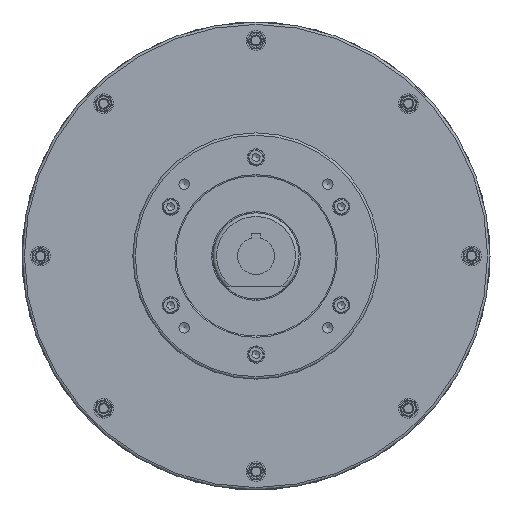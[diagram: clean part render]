
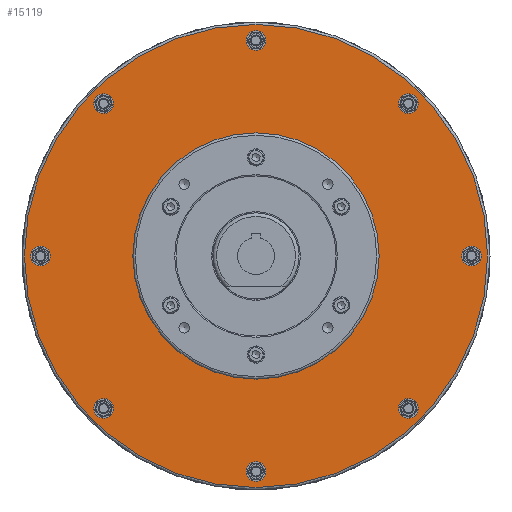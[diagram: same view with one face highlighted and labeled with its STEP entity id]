
A CAD part, left-side view. The second image highlights one B-rep face of the part: STEP entity #15119.
In plain terms, the highlighted planar face has unit normal (-1, 0, 0).
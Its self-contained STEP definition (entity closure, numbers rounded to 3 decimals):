
#2834=FACE_BOUND('',#5249,.T.);
#2835=FACE_BOUND('',#5250,.T.);
#2836=FACE_BOUND('',#5251,.T.);
#2837=FACE_BOUND('',#5252,.T.);
#2838=FACE_BOUND('',#5253,.T.);
#2839=FACE_BOUND('',#5254,.T.);
#2840=FACE_BOUND('',#5255,.T.);
#2841=FACE_BOUND('',#5256,.T.);
#2842=FACE_BOUND('',#5257,.T.);
#3775=FACE_OUTER_BOUND('',#5248,.T.);
#5248=EDGE_LOOP('',(#11983));
#5249=EDGE_LOOP('',(#11984));
#5250=EDGE_LOOP('',(#11985));
#5251=EDGE_LOOP('',(#11986));
#5252=EDGE_LOOP('',(#11987));
#5253=EDGE_LOOP('',(#11988));
#5254=EDGE_LOOP('',(#11989));
#5255=EDGE_LOOP('',(#11990));
#5256=EDGE_LOOP('',(#11991));
#5257=EDGE_LOOP('',(#11992));
#6096=CIRCLE('',#16381,8.);
#6113=CIRCLE('',#16423,8.);
#6119=CIRCLE('',#16433,8.);
#6136=CIRCLE('',#16475,8.);
#6142=CIRCLE('',#16485,8.);
#6159=CIRCLE('',#16527,8.);
#6165=CIRCLE('',#16537,8.);
#6182=CIRCLE('',#16579,8.);
#6204=CIRCLE('',#16647,188.);
#6205=CIRCLE('',#16648,60.);
#7180=VERTEX_POINT('',#24027);
#7209=VERTEX_POINT('',#24146);
#7215=VERTEX_POINT('',#24162);
#7244=VERTEX_POINT('',#24281);
#7250=VERTEX_POINT('',#24297);
#7279=VERTEX_POINT('',#24416);
#7285=VERTEX_POINT('',#24432);
#7314=VERTEX_POINT('',#24551);
#7372=VERTEX_POINT('',#24785);
#7373=VERTEX_POINT('',#24787);
#8731=EDGE_CURVE('',#7180,#7180,#6096,.T.);
#8772=EDGE_CURVE('',#7209,#7209,#6113,.T.);
#8778=EDGE_CURVE('',#7215,#7215,#6119,.T.);
#8819=EDGE_CURVE('',#7244,#7244,#6136,.T.);
#8825=EDGE_CURVE('',#7250,#7250,#6142,.T.);
#8866=EDGE_CURVE('',#7279,#7279,#6159,.T.);
#8872=EDGE_CURVE('',#7285,#7285,#6165,.T.);
#8913=EDGE_CURVE('',#7314,#7314,#6182,.T.);
#8995=EDGE_CURVE('',#7372,#7372,#6204,.T.);
#8996=EDGE_CURVE('',#7373,#7373,#6205,.T.);
#11983=ORIENTED_EDGE('',*,*,#8995,.T.);
#11984=ORIENTED_EDGE('',*,*,#8731,.T.);
#11985=ORIENTED_EDGE('',*,*,#8772,.T.);
#11986=ORIENTED_EDGE('',*,*,#8778,.T.);
#11987=ORIENTED_EDGE('',*,*,#8819,.T.);
#11988=ORIENTED_EDGE('',*,*,#8825,.T.);
#11989=ORIENTED_EDGE('',*,*,#8866,.T.);
#11990=ORIENTED_EDGE('',*,*,#8872,.T.);
#11991=ORIENTED_EDGE('',*,*,#8913,.T.);
#11992=ORIENTED_EDGE('',*,*,#8996,.T.);
#13233=PLANE('',#16646);
#15119=ADVANCED_FACE('',(#3775,#2834,#2835,#2836,#2837,#2838,#2839,#2840,
#2841,#2842),#13233,.F.);
#16381=AXIS2_PLACEMENT_3D('',#24028,#19573,#19574);
#16423=AXIS2_PLACEMENT_3D('',#24147,#19669,#19670);
#16433=AXIS2_PLACEMENT_3D('',#24163,#19689,#19690);
#16475=AXIS2_PLACEMENT_3D('',#24282,#19785,#19786);
#16485=AXIS2_PLACEMENT_3D('',#24298,#19805,#19806);
#16527=AXIS2_PLACEMENT_3D('',#24417,#19901,#19902);
#16537=AXIS2_PLACEMENT_3D('',#24433,#19921,#19922);
#16579=AXIS2_PLACEMENT_3D('',#24552,#20017,#20018);
#16646=AXIS2_PLACEMENT_3D('',#24784,#20187,#20188);
#16647=AXIS2_PLACEMENT_3D('',#24786,#20189,#20190);
#16648=AXIS2_PLACEMENT_3D('',#24788,#20191,#20192);
#19573=DIRECTION('center_axis',(1.,0.,0.));
#19574=DIRECTION('ref_axis',(0.,0.707,-0.707));
#19669=DIRECTION('center_axis',(1.,0.,0.));
#19670=DIRECTION('ref_axis',(0.,0.,
-1.));
#19689=DIRECTION('center_axis',(1.,0.,0.));
#19690=DIRECTION('ref_axis',(0.,-0.707,-0.707));
#19785=DIRECTION('center_axis',(1.,0.,0.));
#19786=DIRECTION('ref_axis',(0.,-1.,0.));
#19805=DIRECTION('center_axis',(1.,0.,0.));
#19806=DIRECTION('ref_axis',(0.,-0.707,0.707));
#19901=DIRECTION('center_axis',(1.,0.,0.));
#19902=DIRECTION('ref_axis',(0.,0.,
1.));
#19921=DIRECTION('center_axis',(1.,0.,0.));
#19922=DIRECTION('ref_axis',(0.,0.707,0.707));
#20017=DIRECTION('center_axis',(1.,0.,0.));
#20018=DIRECTION('ref_axis',(0.,1.,0.));
#20187=DIRECTION('center_axis',(1.,0.,0.));
#20188=DIRECTION('ref_axis',(0.,0.,1.));
#20189=DIRECTION('center_axis',(-1.,0.,0.));
#20190=DIRECTION('ref_axis',(0.,0.,
-1.));
#20191=DIRECTION('center_axis',(1.,0.,0.));
#20192=DIRECTION('ref_axis',(0.,-1.,0.));
#24027=CARTESIAN_POINT('',(-235.,118.087,129.401));
#24028=CARTESIAN_POINT('Origin',(-235.,123.744,123.744));
#24146=CARTESIAN_POINT('',(-235.,175.,8.));
#24147=CARTESIAN_POINT('Origin',(-235.,175.,0.));
#24162=CARTESIAN_POINT('',(-235.,129.401,-118.087));
#24163=CARTESIAN_POINT('Origin',(-235.,123.744,-123.744));
#24281=CARTESIAN_POINT('',(-235.,8.,-175.));
#24282=CARTESIAN_POINT('Origin',(-235.,0.,
-175.));
#24297=CARTESIAN_POINT('',(-235.,-118.087,-129.401));
#24298=CARTESIAN_POINT('Origin',(-235.,-123.744,-123.744));
#24416=CARTESIAN_POINT('',(-235.,-175.,-8.));
#24417=CARTESIAN_POINT('Origin',(-235.,-175.,0.));
#24432=CARTESIAN_POINT('',(-235.,-129.401,118.087));
#24433=CARTESIAN_POINT('Origin',(-235.,-123.744,123.744));
#24551=CARTESIAN_POINT('',(-235.,-8.,175.));
#24552=CARTESIAN_POINT('Origin',(-235.,0.,
175.));
#24784=CARTESIAN_POINT('Origin',(-235.,0.,
44.8));
#24785=CARTESIAN_POINT('',(-235.,0.,188.));
#24786=CARTESIAN_POINT('Origin',(-235.,0.,
0.));
#24787=CARTESIAN_POINT('',(-235.,0.,60.));
#24788=CARTESIAN_POINT('Origin',(-235.,0.,0.));
